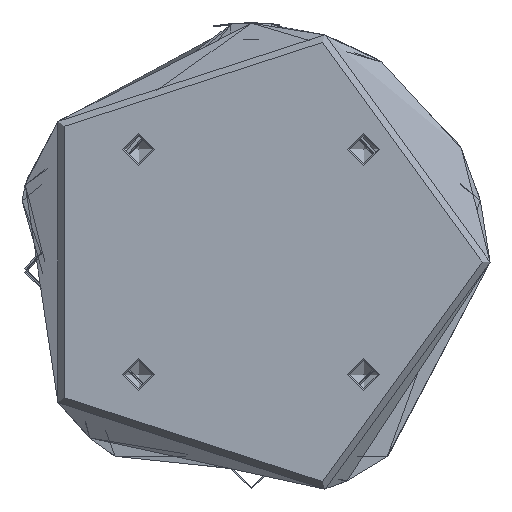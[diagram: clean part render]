
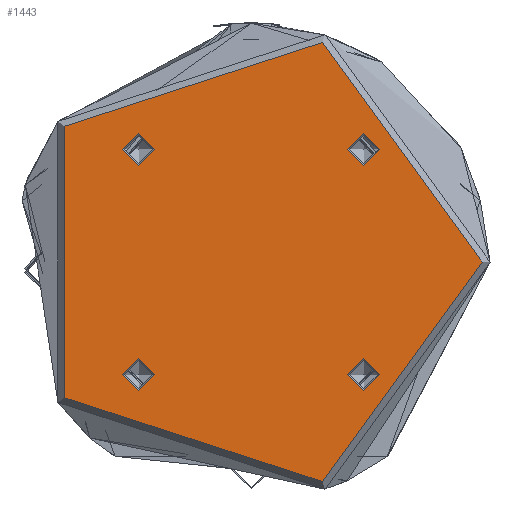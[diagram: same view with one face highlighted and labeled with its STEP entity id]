
A CAD part, front view. The second image highlights one B-rep face of the part: STEP entity #1443.
In plain terms, the highlighted face is planar.
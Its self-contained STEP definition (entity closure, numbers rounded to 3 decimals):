
#211 = CARTESIAN_POINT ( 'NONE',  ( 0., 0., 0. ) ) ;
#284 = DIRECTION ( 'NONE',  ( 1., 0., 0. ) ) ;
#330 = AXIS2_PLACEMENT_3D ( 'NONE', #3194, #634, #3619 ) ;
#515 = DIRECTION ( 'NONE',  ( 0., 0., 1. ) ) ;
#522 = AXIS2_PLACEMENT_3D ( 'NONE', #5444, #2828, #284 ) ;
#576 = CARTESIAN_POINT ( 'NONE',  ( -30.33, 35.355, 0. ) ) ;
#622 = DIRECTION ( 'NONE',  ( 1., 0., 0. ) ) ;
#634 = DIRECTION ( 'NONE',  ( 0., 0., 1. ) ) ;
#770 = CIRCLE ( 'NONE', #4529, 72.5 ) ;
#808 = EDGE_LOOP ( 'NONE', ( #1418 ) ) ;
#1002 = CARTESIAN_POINT ( 'NONE',  ( 0., 0., 0. ) ) ;
#1017 = CARTESIAN_POINT ( 'NONE',  ( 72.5, 0., 0. ) ) ;
#1223 = CARTESIAN_POINT ( 'NONE',  ( 35.355, 35.355, 0. ) ) ;
#1418 = ORIENTED_EDGE ( 'NONE', *, *, #3519, .F. ) ;
#1425 = DIRECTION ( 'NONE',  ( -1., 0., 0. ) ) ;
#1443 = ADVANCED_FACE ( 'NONE', ( #3456, #3334, #3803, #3340, #3278 ), #3543, .F. ) ;
#1650 = DIRECTION ( 'NONE',  ( 1., 0., 0. ) ) ;
#1807 = EDGE_CURVE ( 'NONE', #5242, #5242, #3878, .T. ) ;
#1834 = CARTESIAN_POINT ( 'NONE',  ( 40.38, 35.355, 0. ) ) ;
#2266 = CARTESIAN_POINT ( 'NONE',  ( -30.33, -35.355, 0. ) ) ;
#2431 = EDGE_LOOP ( 'NONE', ( #3261 ) ) ;
#2571 = EDGE_LOOP ( 'NONE', ( #5222 ) ) ;
#2674 = CARTESIAN_POINT ( 'NONE',  ( 40.38, -35.355, 0. ) ) ;
#2828 = DIRECTION ( 'NONE',  ( 0., 0., 1. ) ) ;
#3069 = CARTESIAN_POINT ( 'NONE',  ( 35.355, -35.355, 0. ) ) ;
#3174 = CIRCLE ( 'NONE', #522, 5.025 ) ;
#3181 = DIRECTION ( 'NONE',  ( 0., 0., 1. ) ) ;
#3194 = CARTESIAN_POINT ( 'NONE',  ( -35.355, -35.355, 0. ) ) ;
#3261 = ORIENTED_EDGE ( 'NONE', *, *, #4833, .F. ) ;
#3274 = ORIENTED_EDGE ( 'NONE', *, *, #5101, .T. ) ;
#3278 = FACE_OUTER_BOUND ( 'NONE', #4332, .T. ) ;
#3334 = FACE_BOUND ( 'NONE', #808, .T. ) ;
#3340 = FACE_BOUND ( 'NONE', #2571, .T. ) ;
#3456 = FACE_BOUND ( 'NONE', #2431, .T. ) ;
#3496 = DIRECTION ( 'NONE',  ( 1., 0., 0. ) ) ;
#3519 = EDGE_CURVE ( 'NONE', #5037, #5037, #4100, .T. ) ;
#3543 = PLANE ( 'NONE',  #4904 ) ;
#3619 = DIRECTION ( 'NONE',  ( 1., 0., 0. ) ) ;
#3683 = EDGE_CURVE ( 'NONE', #4974, #4974, #3758, .T. ) ;
#3758 = CIRCLE ( 'NONE', #330, 5.025 ) ;
#3803 = FACE_BOUND ( 'NONE', #5324, .T. ) ;
#3878 = CIRCLE ( 'NONE', #5091, 5.025 ) ;
#3986 = DIRECTION ( 'NONE',  ( 0., 0., -1. ) ) ;
#4090 = ORIENTED_EDGE ( 'NONE', *, *, #1807, .F. ) ;
#4100 = CIRCLE ( 'NONE', #4710, 5.025 ) ;
#4210 = DIRECTION ( 'NONE',  ( 0., 0., 1. ) ) ;
#4332 = EDGE_LOOP ( 'NONE', ( #3274 ) ) ;
#4529 = AXIS2_PLACEMENT_3D ( 'NONE', #211, #3181, #622 ) ;
#4710 = AXIS2_PLACEMENT_3D ( 'NONE', #1223, #4210, #1650 ) ;
#4833 = EDGE_CURVE ( 'NONE', #4900, #4900, #3174, .T. ) ;
#4889 = VERTEX_POINT ( 'NONE', #1017 ) ;
#4900 = VERTEX_POINT ( 'NONE', #576 ) ;
#4904 = AXIS2_PLACEMENT_3D ( 'NONE', #1002, #3986, #1425 ) ;
#4974 = VERTEX_POINT ( 'NONE', #2266 ) ;
#5037 = VERTEX_POINT ( 'NONE', #1834 ) ;
#5091 = AXIS2_PLACEMENT_3D ( 'NONE', #3069, #515, #3496 ) ;
#5101 = EDGE_CURVE ( 'NONE', #4889, #4889, #770, .T. ) ;
#5222 = ORIENTED_EDGE ( 'NONE', *, *, #3683, .F. ) ;
#5242 = VERTEX_POINT ( 'NONE', #2674 ) ;
#5324 = EDGE_LOOP ( 'NONE', ( #4090 ) ) ;
#5444 = CARTESIAN_POINT ( 'NONE',  ( -35.355, 35.355, 0. ) ) ;
